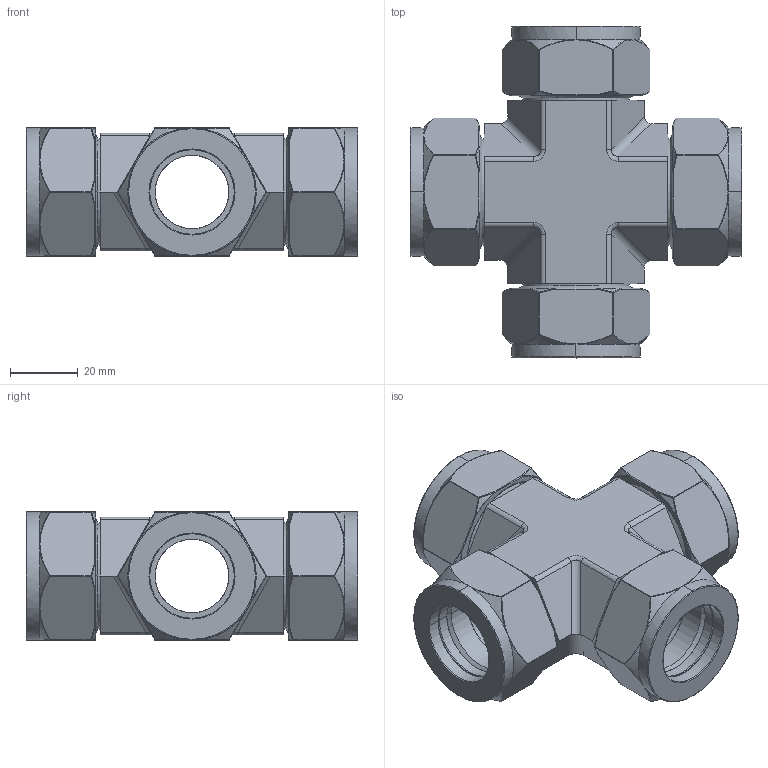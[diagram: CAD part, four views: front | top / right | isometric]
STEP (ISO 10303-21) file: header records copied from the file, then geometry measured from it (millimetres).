
FILE_DESCRIPTION((''),'2;1');
FILE_NAME('001_CXA_UNION_CROSS_MASTER_ASM','2025-06-20T12:57:42',('Administrator'),(''),'CREO PARAMETRIC BY PTC INC, 2020184','CREO PARAMETRIC BY PTC INC, 2020184','');
FILE_SCHEMA(('AUTOMOTIVE_DESIGN { 1 0 10303 214 1 1 1 1 }'));
Length unit declared in the file: millimetre
Products named in the file (5): DIN2353-TUBE_CXA; DIN2353_TUBE_NUT_CXA; BACK_FERRULE_CXA; FRONT_FERRULE_CXA; 001_CXA_UNION_CROSS_MASTER_ASM
Assembly tree (13 placements, depth 2):
  001_CXA_UNION_CROSS_MASTER_ASM
    DIN2353-TUBE_CXA
    DIN2353_TUBE_NUT_CXA  x4
    BACK_FERRULE_CXA  x4
    FRONT_FERRULE_CXA  x4
Bounding box: 98.2 x 98.2 x 38 mm (x, y, z)
Volume: 98226.7 mm3; surface area: 64822 mm2
Topology: 13 solids, 13 shells, 798 faces, 1832 edges, 1135 vertices
Faces by surface type: cylinder 216, bspline 152, torus 136, cone 120, sphere 96, plane 78
Entity records: 33401 total; most frequent: CARTESIAN_POINT 24249, ORIENTED_EDGE 1550, DIRECTION 1448, EDGE_CURVE 775, AXIS2_PLACEMENT_3D 599, PRESENTATION_STYLE_ASSIGNMENT 476, STYLED_ITEM 476, CURVE_STYLE 475
